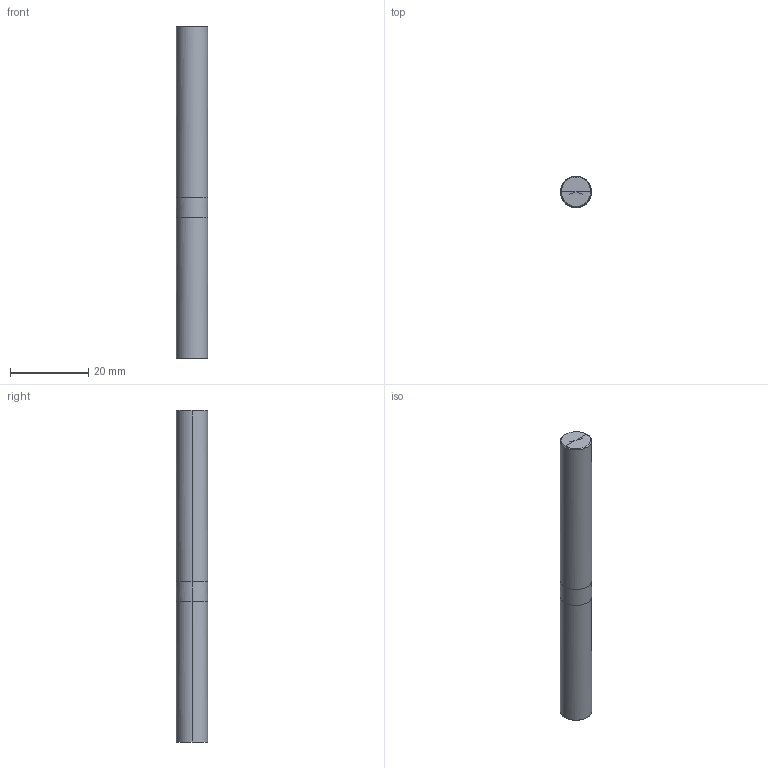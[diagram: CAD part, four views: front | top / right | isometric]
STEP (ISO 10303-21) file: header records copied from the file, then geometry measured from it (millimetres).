
FILE_DESCRIPTION(/* description */ (''),/* implementation_level */ '2;1');
FILE_NAME(/*name*/ 'VHM-HPC-Schlichtfräser 0462-0841-b',/*time_stamp*/'2019-6-19T11:18:38',/*author*/ ('ISBE GmbH'),/*organization*/ ('ISBE GmbH'),/*preprocessor_version*/ 'STEP IO v1.0',/*originating_system*/ '',/*authorisation*/ '');
FILE_SCHEMA (('AUTOMOTIVE_DESIGN'));
Length unit declared in the file: millimetre
Products named in the file (1): Document
Bounding box: 8 x 7.99 x 85 mm (x, y, z)
Surface area: 2336.9 mm2 (no closed solid volume)
Topology: 0 solids, 16 shells, 16 faces, 68 edges, 64 vertices
Faces by surface type: bspline 16
Entity records: 1985 total; most frequent: CARTESIAN_POINT 1685, VERTEX_POINT 56, EDGE_CURVE 56, ORIENTED_EDGE 56, EDGE_LOOP 16, FACE_OUTER_BOUND 16, ADVANCED_FACE 16, DIRECTION 14
